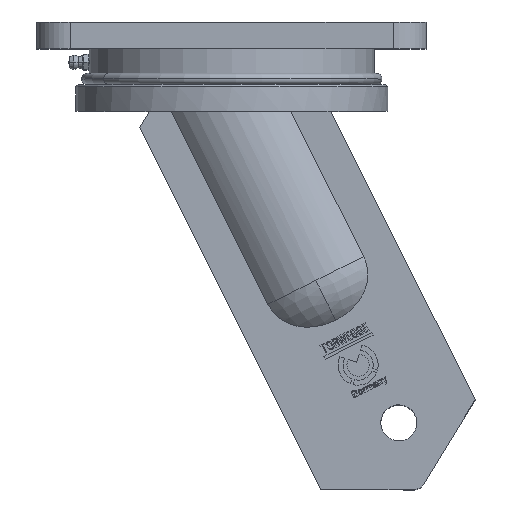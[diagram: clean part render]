
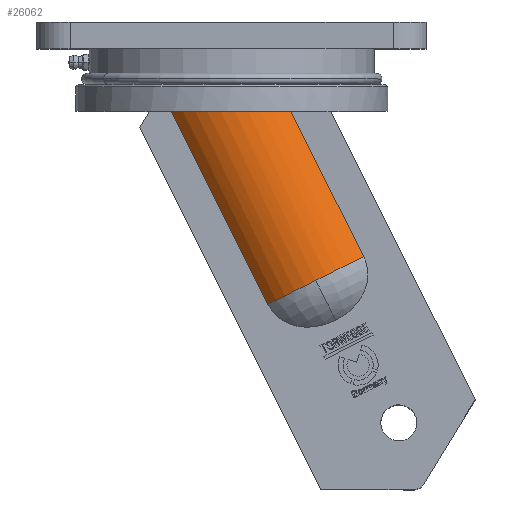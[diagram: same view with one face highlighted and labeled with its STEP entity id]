
A CAD part, top view. The second image highlights one B-rep face of the part: STEP entity #26062.
In plain terms, the highlighted cylindrical face has radius 33.8 mm (diameter 67.6 mm), a partial arc.
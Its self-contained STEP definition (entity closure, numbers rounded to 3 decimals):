
#458 = DIRECTION ( 'NONE',  ( -0.894, -0.447, 0. ) ) ;
#1343 =( BOUNDED_CURVE ( )  B_SPLINE_CURVE ( 3, ( #33801, #22898, #23388, #33468 ),
 .UNSPECIFIED., .F., .T. ) 
 B_SPLINE_CURVE_WITH_KNOTS ( ( 4, 4 ),
 ( 0.781, 2.36 ),
 .UNSPECIFIED. ) 
 CURVE ( )  GEOMETRIC_REPRESENTATION_ITEM ( )  RATIONAL_B_SPLINE_CURVE ( ( 1., 0.803, 0.803, 1. ) ) 
 REPRESENTATION_ITEM ( '' )  );
#2981 = CIRCLE ( 'NONE', #25151, 33.8 ) ;
#6946 = ORIENTED_EDGE ( 'NONE', *, *, #21769, .F. ) ;
#7441 = FACE_OUTER_BOUND ( 'NONE', #15773, .T. ) ;
#7613 = CARTESIAN_POINT ( 'NONE',  ( 48.915, -138.387, -15.8 ) ) ;
#8663 = CARTESIAN_POINT ( 'NONE',  ( 16.268, -126.759, 8. ) ) ;
#10001 = LINE ( 'NONE', #17287, #13020 ) ;
#11128 = DIRECTION ( 'NONE',  ( -0.447, 0.894, 0. ) ) ;
#12114 = ORIENTED_EDGE ( 'NONE', *, *, #13563, .T. ) ;
#12578 = ORIENTED_EDGE ( 'NONE', *, *, #17495, .F. ) ;
#12713 = EDGE_CURVE ( 'NONE', #30905, #28702, #2981, .T. ) ;
#13020 = VECTOR ( 'NONE', #25490, 1000. ) ;
#13354 = LINE ( 'NONE', #23971, #30164 ) ;
#13423 = CIRCLE ( 'NONE', #22864, 33.8 ) ;
#13563 = EDGE_CURVE ( 'NONE', #28702, #31944, #13423, .T. ) ;
#14594 = CARTESIAN_POINT ( 'NONE',  ( 26.554, -40., 8. ) ) ;
#14735 = CARTESIAN_POINT ( 'NONE',  ( -27.111, -40., 8. ) ) ;
#15773 = EDGE_LOOP ( 'NONE', ( #12578, #30972, #12114, #26586, #6946 ) ) ;
#16481 = DIRECTION ( 'NONE',  ( -0.894, -0.447, 0. ) ) ;
#17287 = CARTESIAN_POINT ( 'NONE',  ( 59.201, -105.293, 8. ) ) ;
#17495 = EDGE_CURVE ( 'NONE', #30905, #21062, #13354, .T. ) ;
#17839 = DIRECTION ( 'NONE',  ( -0.447, 0.894, 0. ) ) ;
#18235 = AXIS2_PLACEMENT_3D ( 'NONE', #7613, #17839, #28779 ) ;
#18384 = DIRECTION ( 'NONE',  ( -0.447, 0.894, 0. ) ) ;
#18479 = CARTESIAN_POINT ( 'NONE',  ( 59.201, -105.293, 8. ) ) ;
#19034 = VERTEX_POINT ( 'NONE', #14594 ) ;
#21062 = VERTEX_POINT ( 'NONE', #14735 ) ;
#21708 = CARTESIAN_POINT ( 'NONE',  ( 37.735, -116.026, -15.8 ) ) ;
#21769 = EDGE_CURVE ( 'NONE', #21062, #19034, #1343, .T. ) ;
#22117 = EDGE_CURVE ( 'NONE', #19034, #31944, #10001, .T. ) ;
#22864 = AXIS2_PLACEMENT_3D ( 'NONE', #21708, #11128, #458 ) ;
#22898 = CARTESIAN_POINT ( 'NONE',  ( -11.421, -40., 22.152 ) ) ;
#23388 = CARTESIAN_POINT ( 'NONE',  ( 10.863, -40., 22.152 ) ) ;
#23971 = CARTESIAN_POINT ( 'NONE',  ( 16.268, -126.759, 8. ) ) ;
#25151 = AXIS2_PLACEMENT_3D ( 'NONE', #30031, #27441, #16481 ) ;
#25490 = DIRECTION ( 'NONE',  ( 0.447, -0.894, 0. ) ) ;
#26062 = ADVANCED_FACE ( 'NONE', ( #7441 ), #31890, .T. ) ;
#26586 = ORIENTED_EDGE ( 'NONE', *, *, #22117, .F. ) ;
#27441 = DIRECTION ( 'NONE',  ( -0.447, 0.894, 0. ) ) ;
#28288 = CARTESIAN_POINT ( 'NONE',  ( 37.735, -116.026, 18. ) ) ;
#28702 = VERTEX_POINT ( 'NONE', #28288 ) ;
#28779 = DIRECTION ( 'NONE',  ( -0.894, -0.447, 0. ) ) ;
#30031 = CARTESIAN_POINT ( 'NONE',  ( 37.735, -116.026, -15.8 ) ) ;
#30164 = VECTOR ( 'NONE', #18384, 1000. ) ;
#30905 = VERTEX_POINT ( 'NONE', #8663 ) ;
#30972 = ORIENTED_EDGE ( 'NONE', *, *, #12713, .T. ) ;
#31890 = CYLINDRICAL_SURFACE ( 'NONE', #18235, 33.8 ) ;
#31944 = VERTEX_POINT ( 'NONE', #18479 ) ;
#33468 = CARTESIAN_POINT ( 'NONE',  ( 26.554, -40., 8. ) ) ;
#33801 = CARTESIAN_POINT ( 'NONE',  ( -27.111, -40., 8. ) ) ;
